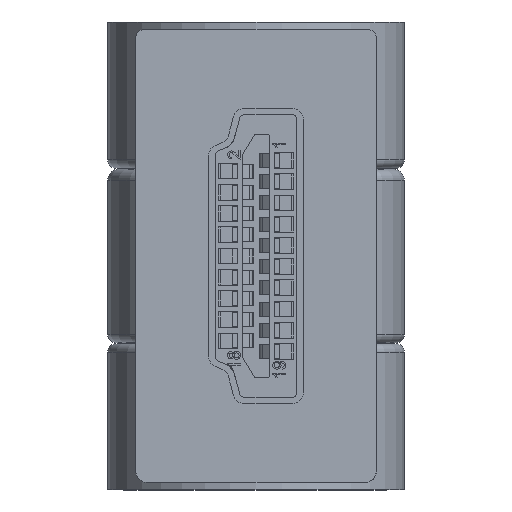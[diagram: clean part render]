
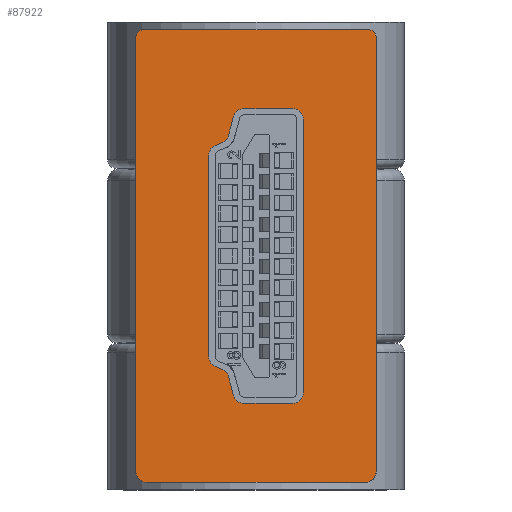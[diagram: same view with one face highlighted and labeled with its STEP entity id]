
A CAD part, left-side view. The second image highlights one B-rep face of the part: STEP entity #87922.
In plain terms, the highlighted planar face has unit normal (-1, 0, 0).
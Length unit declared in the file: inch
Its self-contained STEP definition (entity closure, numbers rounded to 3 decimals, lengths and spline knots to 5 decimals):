
#3101 = CARTESIAN_POINT ( 'NONE',  ( -1.01, -0.203, -0.4 ) ) ;
#4419 = VECTOR ( 'NONE', #49206, 39.37008 ) ;
#6923 = EDGE_CURVE ( 'NONE', #35499, #49487, #19114, .T. ) ;
#7033 = CARTESIAN_POINT ( 'NONE',  ( -1.01, 0.223, -0.4 ) ) ;
#7478 = CARTESIAN_POINT ( 'NONE',  ( -1.01, -0.223, -0.4 ) ) ;
#9390 = ORIENTED_EDGE ( 'NONE', *, *, #72344, .T. ) ;
#9868 = AXIS2_PLACEMENT_3D ( 'NONE', #66949, #51015, #88523 ) ;
#10061 = VERTEX_POINT ( 'NONE', #90548 ) ;
#10190 = DIRECTION ( 'NONE',  ( 1., 0., 0. ) ) ;
#11568 = VECTOR ( 'NONE', #26144, 39.37008 ) ;
#13116 = AXIS2_PLACEMENT_3D ( 'NONE', #3101, #41134, #93388 ) ;
#13742 = CIRCLE ( 'NONE', #13116, 0.02 ) ;
#14309 = EDGE_CURVE ( 'NONE', #28607, #35499, #13742, .T. ) ;
#14454 = ORIENTED_EDGE ( 'NONE', *, *, #24664, .F. ) ;
#15080 = LINE ( 'NONE', #49155, #11568 ) ;
#15194 = ORIENTED_EDGE ( 'NONE', *, *, #73904, .T. ) ;
#18275 = DIRECTION ( 'NONE',  ( 0., 0., -1. ) ) ;
#19114 = LINE ( 'NONE', #83909, #56711 ) ;
#24302 = VECTOR ( 'NONE', #90602, 39.37008 ) ;
#24664 = EDGE_CURVE ( 'NONE', #10061, #29779, #95848, .T. ) ;
#25665 = EDGE_LOOP ( 'NONE', ( #92277, #86561, #54897, #9390, #14454, #15194, #49526, #77491 ) ) ;
#25821 = PLANE ( 'NONE',  #68634 ) ;
#26144 = DIRECTION ( 'NONE',  ( 0., -1., 0. ) ) ;
#27852 = CARTESIAN_POINT ( 'NONE',  ( -1.01, -0.20804, 0.40504 ) ) ;
#28607 = VERTEX_POINT ( 'NONE', #56267 ) ;
#29779 = VERTEX_POINT ( 'NONE', #87828 ) ;
#32094 = CARTESIAN_POINT ( 'NONE',  ( -1.01, 0.223, -0.42 ) ) ;
#32385 = AXIS2_PLACEMENT_3D ( 'NONE', #78227, #49207, #71367 ) ;
#35499 = VERTEX_POINT ( 'NONE', #7478 ) ;
#36177 = CARTESIAN_POINT ( 'NONE',  ( -1.01, -0.223, 0.40504 ) ) ;
#39157 = DIRECTION ( 'NONE',  ( 0., 0., 1. ) ) ;
#41134 = DIRECTION ( 'NONE',  ( -1., 0., 0. ) ) ;
#41589 = CIRCLE ( 'NONE', #32385, 0.01496 ) ;
#47348 = FACE_OUTER_BOUND ( 'NONE', #25665, .T. ) ;
#47356 = AXIS2_PLACEMENT_3D ( 'NONE', #27852, #87702, #68089 ) ;
#47495 = VERTEX_POINT ( 'NONE', #88933 ) ;
#49155 = CARTESIAN_POINT ( 'NONE',  ( -1.01, 0.223, -0.42 ) ) ;
#49206 = DIRECTION ( 'NONE',  ( 0., 0., 1. ) ) ;
#49207 = DIRECTION ( 'NONE',  ( -1., 0., 0. ) ) ;
#49487 = VERTEX_POINT ( 'NONE', #36177 ) ;
#49526 = ORIENTED_EDGE ( 'NONE', *, *, #69916, .F. ) ;
#51015 = DIRECTION ( 'NONE',  ( -1., 0., 0. ) ) ;
#51360 = CIRCLE ( 'NONE', #47356, 0.01496 ) ;
#54897 = ORIENTED_EDGE ( 'NONE', *, *, #6923, .T. ) ;
#56031 = CARTESIAN_POINT ( 'NONE',  ( -1.01, 0.203, -0.42 ) ) ;
#56267 = CARTESIAN_POINT ( 'NONE',  ( -1.01, -0.203, -0.42 ) ) ;
#56711 = VECTOR ( 'NONE', #39157, 39.37008 ) ;
#57076 = CARTESIAN_POINT ( 'NONE',  ( -1.01, 0.223, -0.42 ) ) ;
#64964 = EDGE_CURVE ( 'NONE', #78222, #28607, #15080, .T. ) ;
#66949 = CARTESIAN_POINT ( 'NONE',  ( -1.01, 0.203, -0.4 ) ) ;
#67230 = EDGE_CURVE ( 'NONE', #73446, #78222, #89328, .T. ) ;
#68089 = DIRECTION ( 'NONE',  ( 0., 0., -1. ) ) ;
#68634 = AXIS2_PLACEMENT_3D ( 'NONE', #32094, #10190, #18275 ) ;
#69916 = EDGE_CURVE ( 'NONE', #73446, #47495, #81660, .T. ) ;
#71367 = DIRECTION ( 'NONE',  ( 0., 0., -1. ) ) ;
#72344 = EDGE_CURVE ( 'NONE', #49487, #29779, #51360, .T. ) ;
#73446 = VERTEX_POINT ( 'NONE', #7033 ) ;
#73904 = EDGE_CURVE ( 'NONE', #10061, #47495, #41589, .T. ) ;
#77491 = ORIENTED_EDGE ( 'NONE', *, *, #67230, .T. ) ;
#78222 = VERTEX_POINT ( 'NONE', #56031 ) ;
#78227 = CARTESIAN_POINT ( 'NONE',  ( -1.01, 0.20804, 0.40504 ) ) ;
#81660 = LINE ( 'NONE', #57076, #4419 ) ;
#83909 = CARTESIAN_POINT ( 'NONE',  ( -1.01, -0.223, -0.42 ) ) ;
#86561 = ORIENTED_EDGE ( 'NONE', *, *, #14309, .T. ) ;
#87702 = DIRECTION ( 'NONE',  ( -1., 0., 0. ) ) ;
#87828 = CARTESIAN_POINT ( 'NONE',  ( -1.01, -0.20804, 0.42 ) ) ;
#87922 = ADVANCED_FACE ( 'NONE', ( #47348 ), #25821, .F. ) ;
#88523 = DIRECTION ( 'NONE',  ( 0., 0., -1. ) ) ;
#88933 = CARTESIAN_POINT ( 'NONE',  ( -1.01, 0.223, 0.40504 ) ) ;
#89328 = CIRCLE ( 'NONE', #9868, 0.02 ) ;
#90548 = CARTESIAN_POINT ( 'NONE',  ( -1.01, 0.20804, 0.42 ) ) ;
#90602 = DIRECTION ( 'NONE',  ( 0., -1., 0. ) ) ;
#90936 = CARTESIAN_POINT ( 'NONE',  ( -1.01, 0.223, 0.42 ) ) ;
#92277 = ORIENTED_EDGE ( 'NONE', *, *, #64964, .T. ) ;
#93388 = DIRECTION ( 'NONE',  ( 0., 0., -1. ) ) ;
#95848 = LINE ( 'NONE', #90936, #24302 ) ;
